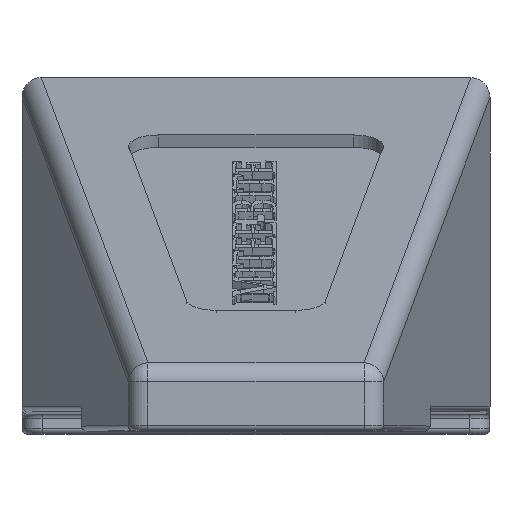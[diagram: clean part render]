
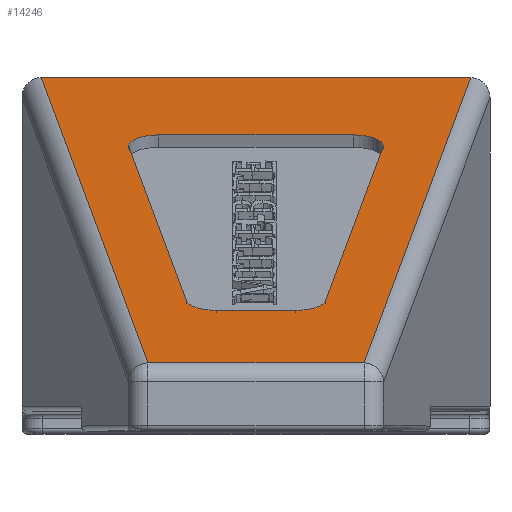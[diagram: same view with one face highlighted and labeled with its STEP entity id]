
A CAD part, top view. The second image highlights one B-rep face of the part: STEP entity #14246.
In plain terms, the highlighted planar face has unit normal (0, 0.931, 0.366).
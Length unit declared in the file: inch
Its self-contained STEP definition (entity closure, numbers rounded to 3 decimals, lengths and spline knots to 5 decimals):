
#106 = ORIENTED_EDGE ( 'NONE', *, *, #4859, .T. ) ;
#139 = DIRECTION ( 'NONE',  ( 0., -0.931, -0.366 ) ) ;
#182 = DIRECTION ( 'NONE',  ( 0., -0.931, -0.366 ) ) ;
#370 = CARTESIAN_POINT ( 'NONE',  ( -0.19744, 0.36031, 3.0603 ) ) ;
#493 = EDGE_CURVE ( 'NONE', #13889, #9895, #3453, .T. ) ;
#558 = CARTESIAN_POINT ( 'NONE',  ( -0.64, 1.06, 1.28 ) ) ;
#766 = VERTEX_POINT ( 'NONE', #14234 ) ;
#1297 = CARTESIAN_POINT ( 'NONE',  ( 0.64255, 1.05995, 1.28014 ) ) ;
#1511 = EDGE_CURVE ( 'NONE', #7326, #11497, #10365, .T. ) ;
#2113 = DIRECTION ( 'NONE',  ( 0., -0.931, -0.366 ) ) ;
#2156 =( BOUNDED_CURVE ( )  B_SPLINE_CURVE ( 3, ( #1297, #15198, #15252, #10174 ),
 .UNSPECIFIED., .F., .T. ) 
 B_SPLINE_CURVE_WITH_KNOTS ( ( 4, 4 ),
 ( 6.24062, 6.28319 ),
 .UNSPECIFIED. ) 
 CURVE ( )  GEOMETRIC_REPRESENTATION_ITEM ( )  RATIONAL_B_SPLINE_CURVE ( ( 1., 1., 1., 1. ) ) 
 REPRESENTATION_ITEM ( '' )  );
#2191 = EDGE_CURVE ( 'NONE', #15687, #8336, #5209, .T. ) ;
#2306 = VECTOR ( 'NONE', #4450, 39.37008 ) ;
#2355 = CARTESIAN_POINT ( 'NONE',  ( 0.11887, 0.39323, 2.97654 ) ) ;
#2357 = VERTEX_POINT ( 'NONE', #11006 ) ;
#2442 = AXIS2_PLACEMENT_3D ( 'NONE', #7815, #182, #9086 ) ;
#2621 = CARTESIAN_POINT ( 'NONE',  ( -0.64, 1.06, 1.28 ) ) ;
#2705 = CARTESIAN_POINT ( 'NONE',  ( 0.3937, 0.88719, 1.7197 ) ) ;
#2709 = CARTESIAN_POINT ( 'NONE',  ( -0.20805, 0.38879, 2.98784 ) ) ;
#2874 = CARTESIAN_POINT ( 'NONE',  ( 0.29061, 0.88719, 1.7197 ) ) ;
#2890 = DIRECTION ( 'NONE',  ( 0.135, -0.362, 0.922 ) ) ;
#2911 = EDGE_CURVE ( 'NONE', #7142, #9895, #9638, .T. ) ;
#2947 = CARTESIAN_POINT ( 'NONE',  ( -0.64255, 1.05995, 1.28014 ) ) ;
#3037 = EDGE_CURVE ( 'NONE', #3970, #11497, #2156, .T. ) ;
#3079 = ORIENTED_EDGE ( 'NONE', *, *, #3596, .T. ) ;
#3138 = CARTESIAN_POINT ( 'NONE',  ( -0.64255, 1.05995, 1.28014 ) ) ;
#3332 = ORIENTED_EDGE ( 'NONE', *, *, #10822, .T. ) ;
#3453 = LINE ( 'NONE', #10028, #16171 ) ;
#3596 = EDGE_CURVE ( 'NONE', #2357, #3970, #15593, .T. ) ;
#3653 = DIRECTION ( 'NONE',  ( 0., 0.366, -0.931 ) ) ;
#3948 = ORIENTED_EDGE ( 'NONE', *, *, #2911, .T. ) ;
#3970 = VERTEX_POINT ( 'NONE', #14568 ) ;
#3995 = DIRECTION ( 'NONE',  ( 0.135, 0.362, -0.922 ) ) ;
#4291 = ORIENTED_EDGE ( 'NONE', *, *, #493, .F. ) ;
#4377 = EDGE_CURVE ( 'NONE', #13889, #10085, #5850, .T. ) ;
#4450 = DIRECTION ( 'NONE',  ( 1., 0., 0. ) ) ;
#4859 = EDGE_CURVE ( 'NONE', #8714, #15491, #6441, .T. ) ;
#4870 = ORIENTED_EDGE ( 'NONE', *, *, #4377, .T. ) ;
#5090 = CARTESIAN_POINT ( 'NONE',  ( -0.64362, 1.06281, 1.27285 ) ) ;
#5209 = CIRCLE ( 'NONE', #9135, 0.09 ) ;
#5306 = CARTESIAN_POINT ( 'NONE',  ( 0.29061, 0.85427, 1.80346 ) ) ;
#5330 = LINE ( 'NONE', #2705, #11677 ) ;
#5332 = DIRECTION ( 'NONE',  ( -1., 0., 0. ) ) ;
#5346 = ORIENTED_EDGE ( 'NONE', *, *, #6352, .F. ) ;
#5484 = CARTESIAN_POINT ( 'NONE',  ( 0.6181, 0.99431, 1.44715 ) ) ;
#5610 = LINE ( 'NONE', #14238, #11952 ) ;
#5850 = CIRCLE ( 'NONE', #2442, 0.09 ) ;
#5940 = ORIENTED_EDGE ( 'NONE', *, *, #13366, .F. ) ;
#6315 = ORIENTED_EDGE ( 'NONE', *, *, #3037, .T. ) ;
#6352 = EDGE_CURVE ( 'NONE', #15687, #766, #5610, .T. ) ;
#6376 = DIRECTION ( 'NONE',  ( 0.135, -0.362, 0.922 ) ) ;
#6441 = LINE ( 'NONE', #5090, #11593 ) ;
#6511 = CARTESIAN_POINT ( 'NONE',  ( -0.32314, 0.20246, 3.46195 ) ) ;
#6512 = PLANE ( 'NONE',  #14396 ) ;
#6586 = DIRECTION ( 'NONE',  ( 0., 0.366, -0.931 ) ) ;
#6914 = AXIS2_PLACEMENT_3D ( 'NONE', #9729, #2113, #11005 ) ;
#7000 = CARTESIAN_POINT ( 'NONE',  ( 0.11887, 0.36031, 3.0603 ) ) ;
#7010 = VECTOR ( 'NONE', #12553, 39.37008 ) ;
#7142 = VERTEX_POINT ( 'NONE', #12146 ) ;
#7326 = VERTEX_POINT ( 'NONE', #2621 ) ;
#7815 = CARTESIAN_POINT ( 'NONE',  ( -0.11887, 0.39323, 2.97654 ) ) ;
#7946 = CARTESIAN_POINT ( 'NONE',  ( -0.37978, 0.84982, 1.81477 ) ) ;
#8336 = VERTEX_POINT ( 'NONE', #9557 ) ;
#8443 = ORIENTED_EDGE ( 'NONE', *, *, #11543, .T. ) ;
#8712 = EDGE_CURVE ( 'NONE', #16477, #10085, #14397, .T. ) ;
#8714 = VERTEX_POINT ( 'NONE', #2947 ) ;
#9036 = DIRECTION ( 'NONE',  ( 0., 0.366, -0.931 ) ) ;
#9086 = DIRECTION ( 'NONE',  ( 0., 0.366, -0.931 ) ) ;
#9135 = AXIS2_PLACEMENT_3D ( 'NONE', #5306, #14214, #6586 ) ;
#9442 = CARTESIAN_POINT ( 'NONE',  ( -0.11887, 0.36031, 3.0603 ) ) ;
#9492 = ORIENTED_EDGE ( 'NONE', *, *, #1511, .F. ) ;
#9557 = CARTESIAN_POINT ( 'NONE',  ( 0.37978, 0.84982, 1.81477 ) ) ;
#9624 = CARTESIAN_POINT ( 'NONE',  ( 0.64, 1.06, 1.28 ) ) ;
#9638 = CIRCLE ( 'NONE', #16488, 0.09 ) ;
#9729 = CARTESIAN_POINT ( 'NONE',  ( -0.29061, 0.85427, 1.80346 ) ) ;
#9895 = VERTEX_POINT ( 'NONE', #7000 ) ;
#10012 = ORIENTED_EDGE ( 'NONE', *, *, #8712, .F. ) ;
#10028 = CARTESIAN_POINT ( 'NONE',  ( 0.19744, 0.36031, 3.0603 ) ) ;
#10045 = FACE_OUTER_BOUND ( 'NONE', #12776, .T. ) ;
#10085 = VERTEX_POINT ( 'NONE', #2709 ) ;
#10136 = EDGE_LOOP ( 'NONE', ( #4291, #4870, #10012, #8443, #5346, #10486, #5940, #3948 ) ) ;
#10174 = CARTESIAN_POINT ( 'NONE',  ( 0.64, 1.06, 1.28 ) ) ;
#10195 = DIRECTION ( 'NONE',  ( 1., 0., 0. ) ) ;
#10365 = LINE ( 'NONE', #12427, #7010 ) ;
#10454 = FACE_BOUND ( 'NONE', #10136, .T. ) ;
#10486 = ORIENTED_EDGE ( 'NONE', *, *, #2191, .T. ) ;
#10615 = ORIENTED_EDGE ( 'NONE', *, *, #13923, .T. ) ;
#10675 = CARTESIAN_POINT ( 'NONE',  ( -0.64085, 1.06, 1.28 ) ) ;
#10719 = CARTESIAN_POINT ( 'NONE',  ( -0.6417, 1.05998, 1.28005 ) ) ;
#10822 = EDGE_CURVE ( 'NONE', #7326, #8714, #11022, .T. ) ;
#11005 = DIRECTION ( 'NONE',  ( 0., 0.366, -0.931 ) ) ;
#11006 = CARTESIAN_POINT ( 'NONE',  ( 0.32314, 0.20246, 3.46195 ) ) ;
#11022 =( BOUNDED_CURVE ( )  B_SPLINE_CURVE ( 3, ( #558, #10675, #10719, #3138 ),
 .UNSPECIFIED., .F., .T. ) 
 B_SPLINE_CURVE_WITH_KNOTS ( ( 4, 4 ),
 ( 3.14159, 3.18416 ),
 .UNSPECIFIED. ) 
 CURVE ( )  GEOMETRIC_REPRESENTATION_ITEM ( )  RATIONAL_B_SPLINE_CURVE ( ( 1., 1., 1., 1. ) ) 
 REPRESENTATION_ITEM ( '' )  );
#11248 = DIRECTION ( 'NONE',  ( 0., -0.931, -0.366 ) ) ;
#11497 = VERTEX_POINT ( 'NONE', #9624 ) ;
#11543 = EDGE_CURVE ( 'NONE', #16477, #766, #16130, .T. ) ;
#11593 = VECTOR ( 'NONE', #6376, 39.37008 ) ;
#11677 = VECTOR ( 'NONE', #3995, 39.37008 ) ;
#11952 = VECTOR ( 'NONE', #5332, 39.37008 ) ;
#12146 = CARTESIAN_POINT ( 'NONE',  ( 0.20805, 0.38879, 2.98784 ) ) ;
#12217 = VECTOR ( 'NONE', #15641, 39.37008 ) ;
#12427 = CARTESIAN_POINT ( 'NONE',  ( -0.7, 1.06, 1.28 ) ) ;
#12460 = LINE ( 'NONE', #14635, #2306 ) ;
#12553 = DIRECTION ( 'NONE',  ( 1., 0., 0. ) ) ;
#12776 = EDGE_LOOP ( 'NONE', ( #9492, #3332, #106, #10615, #3079, #6315 ) ) ;
#13366 = EDGE_CURVE ( 'NONE', #7142, #8336, #5330, .T. ) ;
#13889 = VERTEX_POINT ( 'NONE', #9442 ) ;
#13923 = EDGE_CURVE ( 'NONE', #15491, #2357, #12460, .T. ) ;
#13990 = VECTOR ( 'NONE', #2890, 39.37008 ) ;
#14069 = CARTESIAN_POINT ( 'NONE',  ( -0.7, 1.06, 1.28 ) ) ;
#14214 = DIRECTION ( 'NONE',  ( 0., -0.931, -0.366 ) ) ;
#14234 = CARTESIAN_POINT ( 'NONE',  ( -0.29061, 0.88719, 1.7197 ) ) ;
#14238 = CARTESIAN_POINT ( 'NONE',  ( -0.3937, 0.88719, 1.7197 ) ) ;
#14246 = ADVANCED_FACE ( 'NONE', ( #10454, #10045 ), #6512, .F. ) ;
#14396 = AXIS2_PLACEMENT_3D ( 'NONE', #14069, #139, #9036 ) ;
#14397 = LINE ( 'NONE', #370, #13990 ) ;
#14568 = CARTESIAN_POINT ( 'NONE',  ( 0.64255, 1.05995, 1.28014 ) ) ;
#14635 = CARTESIAN_POINT ( 'NONE',  ( -0.7, 0.20246, 3.46195 ) ) ;
#15198 = CARTESIAN_POINT ( 'NONE',  ( 0.6417, 1.05998, 1.28005 ) ) ;
#15252 = CARTESIAN_POINT ( 'NONE',  ( 0.64085, 1.06, 1.28 ) ) ;
#15491 = VERTEX_POINT ( 'NONE', #6511 ) ;
#15593 = LINE ( 'NONE', #5484, #12217 ) ;
#15641 = DIRECTION ( 'NONE',  ( 0.135, 0.362, -0.922 ) ) ;
#15687 = VERTEX_POINT ( 'NONE', #2874 ) ;
#16130 = CIRCLE ( 'NONE', #6914, 0.09 ) ;
#16171 = VECTOR ( 'NONE', #10195, 39.37008 ) ;
#16477 = VERTEX_POINT ( 'NONE', #7946 ) ;
#16488 = AXIS2_PLACEMENT_3D ( 'NONE', #2355, #11248, #3653 ) ;
